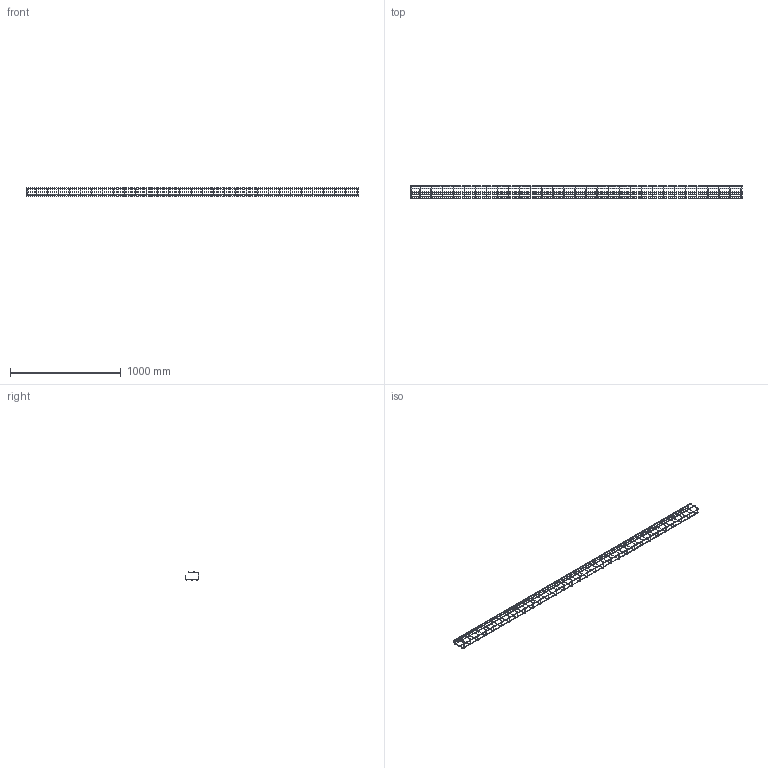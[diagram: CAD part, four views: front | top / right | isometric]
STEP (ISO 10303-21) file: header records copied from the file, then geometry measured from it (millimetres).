
FILE_DESCRIPTION (( 'STEP AP214' ), '1' );
FILE_NAME ('6005526.stp', '2016-07-14T09:42:17', ( '' ), ( '' ), 'SwSTEP 2.0', 'SolidWorks 2014', '' );
FILE_SCHEMA (( 'AUTOMOTIVE_DESIGN' ));
Length unit declared in the file: millimetre
Products named in the file (1): 6005526
Bounding box: 3000 x 125.81 x 75 mm (x, y, z)
Volume: 414655.9 mm3; surface area: 434096.3 mm2
Topology: 1 solids, 1 shells, 548 faces, 2358 edges, 1508 vertices
Faces by surface type: cylinder 274, torus 192, plane 82
Entity records: 37350 total; most frequent: CARTESIAN_POINT 18901, ORIENTED_EDGE 4716, DIRECTION 3124, EDGE_CURVE 2358, VERTEX_POINT 1508, AXIS2_PLACEMENT_3D 1233, B_SPLINE_CURVE_WITH_KNOTS 896, EDGE_LOOP 740
